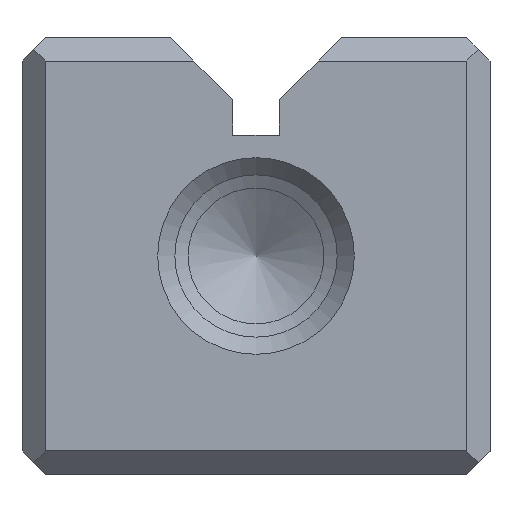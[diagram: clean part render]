
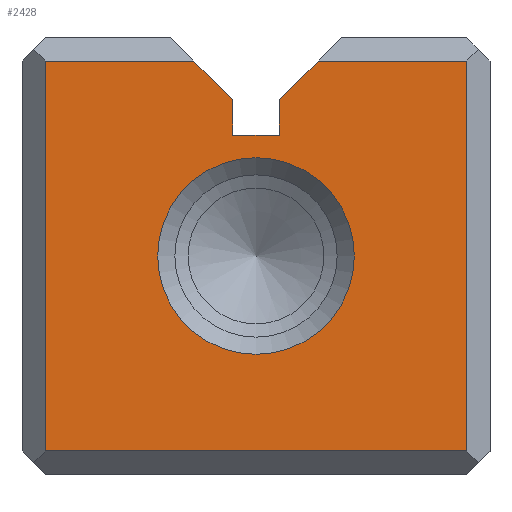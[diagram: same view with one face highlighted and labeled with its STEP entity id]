
A CAD part, front view. The second image highlights one B-rep face of the part: STEP entity #2428.
In plain terms, the highlighted planar face has unit normal (0, -1, 0).
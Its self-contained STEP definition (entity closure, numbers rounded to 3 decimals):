
#2428=ADVANCED_FACE('',(#3225,#3226),#2765,.T.);
#2765=PLANE('',#8199);
#2993=CIRCLE('',#8198,3.15);
#3225=FACE_BOUND('',#3323,.T.);
#3226=FACE_BOUND('',#3324,.T.);
#3323=EDGE_LOOP('',(#3931,#3932,#3933,#3934,#3935,#3936,#3937,#3938,#3939,
#3940));
#3324=EDGE_LOOP('',(#3941));
#3931=ORIENTED_EDGE('',*,*,#6248,.T.);
#3932=ORIENTED_EDGE('',*,*,#6249,.F.);
#3933=ORIENTED_EDGE('',*,*,#6250,.F.);
#3934=ORIENTED_EDGE('',*,*,#6251,.F.);
#3935=ORIENTED_EDGE('',*,*,#6252,.T.);
#3936=ORIENTED_EDGE('',*,*,#6253,.T.);
#3937=ORIENTED_EDGE('',*,*,#6254,.T.);
#3938=ORIENTED_EDGE('',*,*,#6255,.T.);
#3939=ORIENTED_EDGE('',*,*,#6256,.T.);
#3940=ORIENTED_EDGE('',*,*,#6257,.F.);
#3941=ORIENTED_EDGE('',*,*,#6258,.T.);
#5661=VERTEX_POINT('',#10395);
#5662=VERTEX_POINT('',#10396);
#5663=VERTEX_POINT('',#10398);
#5664=VERTEX_POINT('',#10400);
#5665=VERTEX_POINT('',#10402);
#5666=VERTEX_POINT('',#10404);
#5667=VERTEX_POINT('',#10406);
#5668=VERTEX_POINT('',#10408);
#5669=VERTEX_POINT('',#10410);
#5670=VERTEX_POINT('',#10412);
#5671=VERTEX_POINT('',#10415);
#6248=EDGE_CURVE('',#5661,#5662,#7034,.T.);
#6249=EDGE_CURVE('',#5663,#5662,#7035,.T.);
#6250=EDGE_CURVE('',#5664,#5663,#7036,.T.);
#6251=EDGE_CURVE('',#5665,#5664,#7037,.T.);
#6252=EDGE_CURVE('',#5665,#5666,#7038,.T.);
#6253=EDGE_CURVE('',#5666,#5667,#7039,.T.);
#6254=EDGE_CURVE('',#5667,#5668,#7040,.T.);
#6255=EDGE_CURVE('',#5668,#5669,#7041,.T.);
#6256=EDGE_CURVE('',#5669,#5670,#7042,.T.);
#6257=EDGE_CURVE('',#5661,#5670,#7043,.T.);
#6258=EDGE_CURVE('',#5671,#5671,#2993,.T.);
#7034=LINE('',#10394,#7694);
#7035=LINE('',#10397,#7695);
#7036=LINE('',#10399,#7696);
#7037=LINE('',#10401,#7697);
#7038=LINE('',#10403,#7698);
#7039=LINE('',#10405,#7699);
#7040=LINE('',#10407,#7700);
#7041=LINE('',#10409,#7701);
#7042=LINE('',#10411,#7702);
#7043=LINE('',#10413,#7703);
#7694=VECTOR('',#8641,1.);
#7695=VECTOR('',#8642,1.);
#7696=VECTOR('',#8643,1.);
#7697=VECTOR('',#8644,1.);
#7698=VECTOR('',#8645,1.);
#7699=VECTOR('',#8646,1.);
#7700=VECTOR('',#8647,1.);
#7701=VECTOR('',#8648,1.);
#7702=VECTOR('',#8649,1.);
#7703=VECTOR('',#8650,1.);
#8198=AXIS2_PLACEMENT_3D('',#10414,#8651,#8652);
#8199=AXIS2_PLACEMENT_3D('',#10416,#8653,#8654);
#8641=DIRECTION('',(0.,0.,-1.));
#8642=DIRECTION('',(1.,0.,0.));
#8643=DIRECTION('',(0.,0.,-1.));
#8644=DIRECTION('',(0.707,0.,-0.707));
#8645=DIRECTION('',(-1.,0.,0.));
#8646=DIRECTION('',(0.,0.,-1.));
#8647=DIRECTION('',(1.,0.,0.));
#8648=DIRECTION('',(0.,0.,1.));
#8649=DIRECTION('',(-1.,0.,0.));
#8650=DIRECTION('',(0.707,0.,0.707));
#8651=DIRECTION('',(0.,1.,0.));
#8652=DIRECTION('',(0.,0.,1.));
#8653=DIRECTION('',(0.,-1.,0.));
#8654=DIRECTION('',(0.,0.,1.));
#10394=CARTESIAN_POINT('',(8.25,0.,10.875));
#10395=CARTESIAN_POINT('',(8.25,0.,12.007));
#10396=CARTESIAN_POINT('',(8.25,0.,10.875));
#10397=CARTESIAN_POINT('',(6.75,0.,10.875));
#10398=CARTESIAN_POINT('',(6.75,0.,10.875));
#10399=CARTESIAN_POINT('',(6.75,0.,10.875));
#10400=CARTESIAN_POINT('',(6.75,0.,12.007));
#10401=CARTESIAN_POINT('',(4.757,0.,14.));
#10402=CARTESIAN_POINT('',(5.507,0.,13.25));
#10403=CARTESIAN_POINT('',(7.5,0.,13.25));
#10404=CARTESIAN_POINT('',(0.75,0.,13.25));
#10405=CARTESIAN_POINT('',(0.75,0.,0.));
#10406=CARTESIAN_POINT('',(0.75,0.,0.75));
#10407=CARTESIAN_POINT('',(7.5,0.,0.75));
#10408=CARTESIAN_POINT('',(14.25,0.,0.75));
#10409=CARTESIAN_POINT('',(14.25,0.,0.));
#10410=CARTESIAN_POINT('',(14.25,0.,13.25));
#10411=CARTESIAN_POINT('',(7.5,0.,13.25));
#10412=CARTESIAN_POINT('',(9.493,0.,13.25));
#10413=CARTESIAN_POINT('',(7.5,0.,11.257));
#10414=CARTESIAN_POINT('',(7.5,0.,7.));
#10415=CARTESIAN_POINT('',(7.5,0.,10.15));
#10416=CARTESIAN_POINT('',(7.5,0.,0.));
